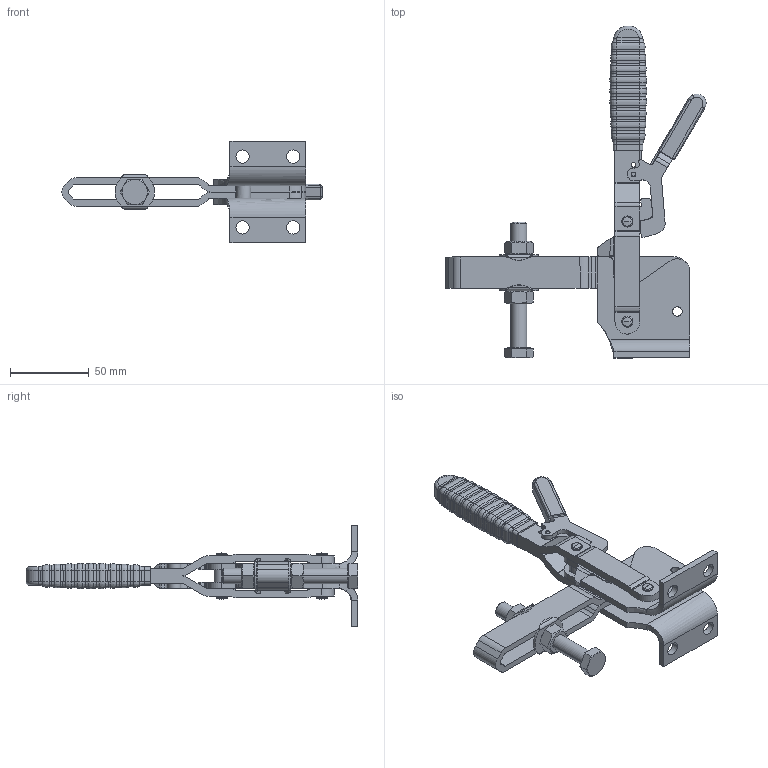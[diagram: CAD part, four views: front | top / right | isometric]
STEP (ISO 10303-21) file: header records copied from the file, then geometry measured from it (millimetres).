
FILE_DESCRIPTION((''),'2;1');
FILE_NAME('MG5UB-SL.stp','2009-11-24T15:25:09',('David'),(''),'Autodesk Inventor 8','Autodesk Inventor 8','');
FILE_SCHEMA(('AUTOMOTIVE_DESIGN { 1 0 10303 214 1 1 1 1 }'));
Length unit declared in the file: millimetre
Products named in the file (8): MG5UB-SL; ISO 4017  (Regular Thread) M10 x 80; MG5-SL U-BAR ASSEMBLY; MG5-SL FLANGED WASHER ASSEMBLY; MG5-SL SIDEPLATE B ASSEMBLY; MG5-SL LINK ASSEMBLY; MG5-SL HANDLE ASSEMBLY; MG5-SL LEVER ASSEMBLY
Assembly tree (7 placements, depth 2):
  MG5UB-SL
    ISO 4017  (Regular Thread) M10 x 80
    MG5-SL U-BAR ASSEMBLY
    MG5-SL FLANGED WASHER ASSEMBLY
    MG5-SL SIDEPLATE B ASSEMBLY
    MG5-SL LINK ASSEMBLY
    MG5-SL HANDLE ASSEMBLY
    MG5-SL LEVER ASSEMBLY
Bounding box: 165.52 x 211.11 x 64.82 mm (x, y, z)
Volume: 125873.4 mm3; surface area: 70967.3 mm2
Topology: 8 solids, 9 shells, 776 faces, 2015 edges, 1268 vertices
Faces by surface type: cylinder 291, bspline 278, plane 147, cone 34, torus 22, sphere 4
Entity records: 31351 total; most frequent: CARTESIAN_POINT 12528, ORIENTED_EDGE 4014, DIRECTION 3952, EDGE_CURVE 2007, AXIS2_PLACEMENT_3D 1550, VERTEX_POINT 1268, CIRCLE 1034, VECTOR 852
